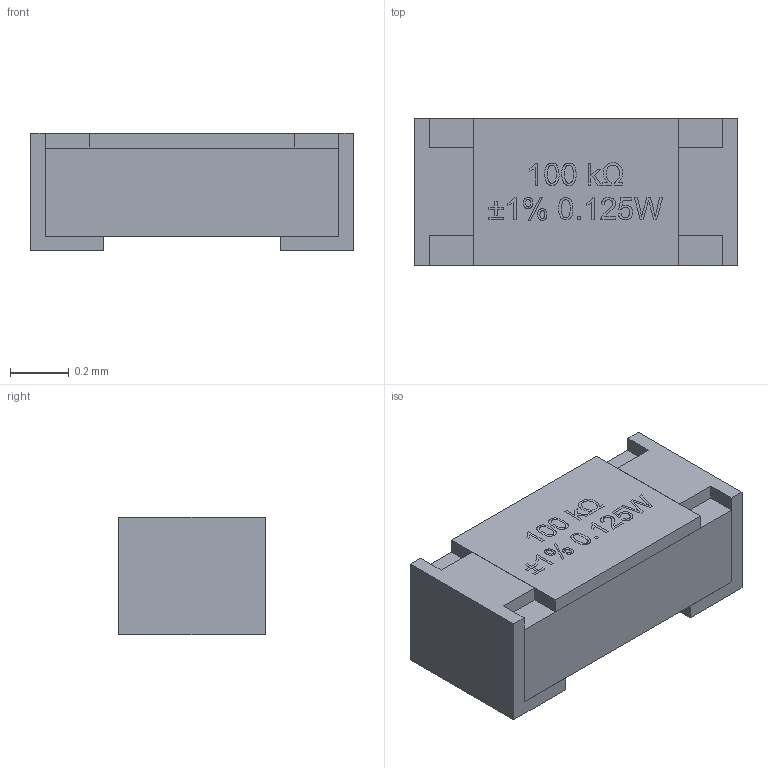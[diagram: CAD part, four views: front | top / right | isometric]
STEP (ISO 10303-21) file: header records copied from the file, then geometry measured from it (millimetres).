
FILE_DESCRIPTION(/* description */ (''),/* implementation_level */ '2;1');
FILE_NAME(/* name */ 'TE Connectivity CRGP0402F100K - 0402 chip resistor.stp',/* time_stamp */ '2019-04-11T16:03:44-04:00',/* author */ ('Ricardo'),/* organization */ (''),/* preprocessor_version */ 'ST-DEVELOPER v16.5',/* originating_system */ 'Autodesk Inventor 2017',/* authorisation */ '');
FILE_SCHEMA (('AUTOMOTIVE_DESIGN { 1 0 10303 214 3 1 1 }'));
Length unit declared in the file: millimetre
Products named in the file (5): TE Connectivity CRGCQ2512F100K - 2512 chip resistor; terminals; body; top; value
Assembly tree (4 placements, depth 2):
  TE Connectivity CRGCQ2512F100K - 2512 chip resistor
    terminals
    body
    top
    value
Bounding box: 1.1 x 0.5 x 0.4 mm (x, y, z)
Volume: 0.2 mm3; surface area: 5.6 mm2
Topology: 5 solids, 5 shells, 231 faces, 597 edges, 398 vertices
Faces by surface type: plane 147, bspline 81, cylinder 3
Entity records: 7502 total; most frequent: CARTESIAN_POINT 2262, ORIENTED_EDGE 1194, DIRECTION 751, EDGE_CURVE 597, LINE 429, VECTOR 429, VERTEX_POINT 398, EDGE_LOOP 253
